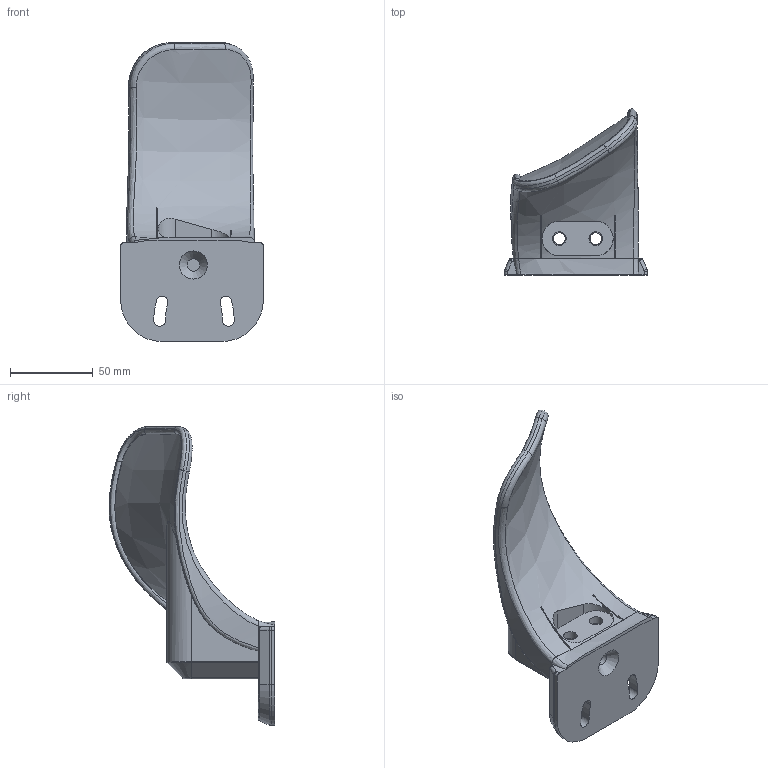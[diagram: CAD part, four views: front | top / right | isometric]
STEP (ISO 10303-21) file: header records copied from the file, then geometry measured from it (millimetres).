
FILE_DESCRIPTION(/* description */ (''),/* implementation_level */ '2;1');
FILE_NAME(/* name */ 'toe-hook.step',/* time_stamp */ '2021-05-18T11:42:26-06:00',/* author */ (''),/* organization */ (''),/* preprocessor_version */ 'ST-DEVELOPER v18.1',/* originating_system */ 'Autodesk Translation Framework v10.6.0.1341',/* authorisation */ '');
FILE_SCHEMA (('AUTOMOTIVE_DESIGN { 1 0 10303 214 3 1 1 }'));
Length unit declared in the file: millimetre
Products named in the file (1): External5
Bounding box: 86.12 x 100.08 x 180.49 mm (x, y, z)
Volume: 216605.6 mm3; surface area: 65513.5 mm2
Topology: 2 solids, 2 shells, 236 faces, 580 edges, 353 vertices
Faces by surface type: cylinder 93, plane 76, bspline 38, torus 14, sphere 10, cone 5
Full cylindrical faces by diameter (mm): 7 x2, 7.5 x1, 8.25 x2, 12.5 x2
Entity records: 11832 total; most frequent: CARTESIAN_POINT 6374, ORIENTED_EDGE 1158, DIRECTION 1082, EDGE_CURVE 579, AXIS2_PLACEMENT_3D 415, VERTEX_POINT 353, EDGE_LOOP 265, LINE 252
